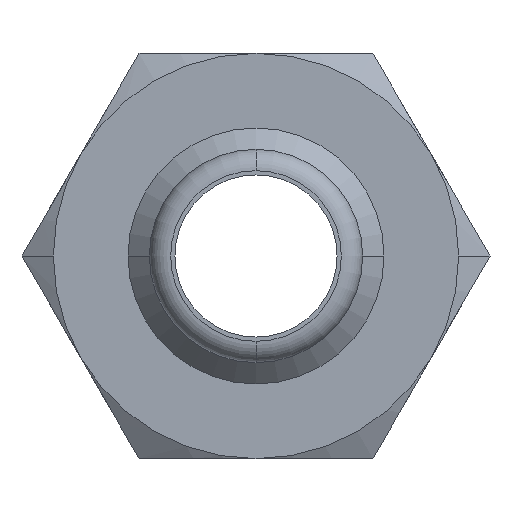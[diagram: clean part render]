
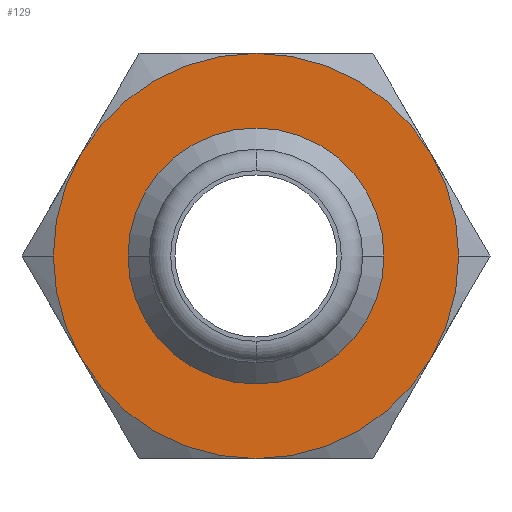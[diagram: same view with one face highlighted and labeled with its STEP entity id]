
A CAD part, front view. The second image highlights one B-rep face of the part: STEP entity #129.
In plain terms, the highlighted planar face has unit normal (0, -1, 0).
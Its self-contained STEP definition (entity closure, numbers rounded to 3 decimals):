
#129=ADVANCED_FACE('',(#317,#318),#319,.T.);
#317=FACE_OUTER_BOUND('',#15121,.T.);
#318=FACE_BOUND('',#15122,.T.);
#319=PLANE('',#15123);
#15121=EDGE_LOOP('',(#29984,#29985,#29986,#29987,#29988,#29989,#29990,#29991));
#15122=EDGE_LOOP('',(#29992,#29993));
#15123=AXIS2_PLACEMENT_3D('',#29994,#29995,#29996);
#29984=ORIENTED_EDGE('',*,*,#30516,.F.);
#29985=ORIENTED_EDGE('',*,*,#30571,.F.);
#29986=ORIENTED_EDGE('',*,*,#30572,.F.);
#29987=ORIENTED_EDGE('',*,*,#30573,.F.);
#29988=ORIENTED_EDGE('',*,*,#30574,.F.);
#29989=ORIENTED_EDGE('',*,*,#30575,.F.);
#29990=ORIENTED_EDGE('',*,*,#30576,.F.);
#29991=ORIENTED_EDGE('',*,*,#30577,.F.);
#29992=ORIENTED_EDGE('',*,*,#30578,.F.);
#29993=ORIENTED_EDGE('',*,*,#30579,.F.);
#29994=CARTESIAN_POINT('',(4.75,20.0,0.0));
#29995=DIRECTION('',(-0.0,-1.0,-0.0));
#29996=DIRECTION('',(-1.0,0.0,0.0));
#30516=EDGE_CURVE('',#30765,#30762,#30767,.T.);
#30571=EDGE_CURVE('',#30856,#30765,#30857,.T.);
#30572=EDGE_CURVE('',#30858,#30856,#30859,.T.);
#30573=EDGE_CURVE('',#30860,#30858,#30861,.T.);
#30574=EDGE_CURVE('',#30862,#30860,#30863,.T.);
#30575=EDGE_CURVE('',#30864,#30862,#30865,.T.);
#30576=EDGE_CURVE('',#30866,#30864,#30867,.T.);
#30577=EDGE_CURVE('',#30762,#30866,#30868,.T.);
#30578=EDGE_CURVE('',#30869,#30870,#30871,.T.);
#30579=EDGE_CURVE('',#30870,#30869,#30872,.T.);
#30762=VERTEX_POINT('',#31204);
#30765=VERTEX_POINT('',#31208);
#30767=CIRCLE('',#31221,9.5);
#30856=VERTEX_POINT('',#33629);
#30857=CIRCLE('',#33630,9.5);
#30858=VERTEX_POINT('',#33631);
#30859=CIRCLE('',#33632,9.5);
#30860=VERTEX_POINT('',#33633);
#30861=CIRCLE('',#33634,9.5);
#30862=VERTEX_POINT('',#33635);
#30863=CIRCLE('',#33636,9.5);
#30864=VERTEX_POINT('',#33637);
#30865=CIRCLE('',#33638,9.5);
#30866=VERTEX_POINT('',#33639);
#30867=CIRCLE('',#33640,9.5);
#30868=CIRCLE('',#33641,9.5);
#30869=VERTEX_POINT('',#33642);
#30870=VERTEX_POINT('',#33643);
#30871=CIRCLE('',#33644,6.0);
#30872=CIRCLE('',#33645,6.0);
#31204=CARTESIAN_POINT('',(9.5,20.0,0.));
#31208=CARTESIAN_POINT('',(8.227,20.0,4.75));
#31221=AXIS2_PLACEMENT_3D('',#34284,#34285,#34286);
#33629=CARTESIAN_POINT('',(0.,20.0,9.5));
#33630=AXIS2_PLACEMENT_3D('',#34353,#34354,#34355);
#33631=CARTESIAN_POINT('',(-8.227,20.0,4.75));
#33632=AXIS2_PLACEMENT_3D('',#34356,#34357,#34358);
#33633=CARTESIAN_POINT('',(-9.5,20.0,0.));
#33634=AXIS2_PLACEMENT_3D('',#34359,#34360,#34361);
#33635=CARTESIAN_POINT('',(-8.227,20.0,-4.75));
#33636=AXIS2_PLACEMENT_3D('',#34362,#34363,#34364);
#33637=CARTESIAN_POINT('',(0.0,20.0,-9.5));
#33638=AXIS2_PLACEMENT_3D('',#34365,#34366,#34367);
#33639=CARTESIAN_POINT('',(8.227,20.0,-4.75));
#33640=AXIS2_PLACEMENT_3D('',#34368,#34369,#34370);
#33641=AXIS2_PLACEMENT_3D('',#34371,#34372,#34373);
#33642=CARTESIAN_POINT('',(-6.0,20.0,0.));
#33643=CARTESIAN_POINT('',(6.0,20.0,0.));
#33644=AXIS2_PLACEMENT_3D('',#34374,#34375,#34376);
#33645=AXIS2_PLACEMENT_3D('',#34377,#34378,#34379);
#34284=CARTESIAN_POINT('',(0.0,20.0,0.0));
#34285=DIRECTION('',(-0.0,1.0,0.0));
#34286=DIRECTION('',(1.0,0.0,0.0));
#34353=CARTESIAN_POINT('',(0.0,20.0,0.0));
#34354=DIRECTION('',(-0.0,1.0,0.0));
#34355=DIRECTION('',(1.0,0.0,0.0));
#34356=CARTESIAN_POINT('',(0.0,20.0,0.0));
#34357=DIRECTION('',(-0.0,1.0,0.0));
#34358=DIRECTION('',(1.0,0.0,0.0));
#34359=CARTESIAN_POINT('',(0.0,20.0,0.0));
#34360=DIRECTION('',(-0.0,1.0,0.0));
#34361=DIRECTION('',(1.0,0.0,0.0));
#34362=CARTESIAN_POINT('',(0.0,20.0,0.0));
#34363=DIRECTION('',(-0.0,1.0,0.0));
#34364=DIRECTION('',(1.0,0.0,0.0));
#34365=CARTESIAN_POINT('',(0.0,20.0,0.0));
#34366=DIRECTION('',(-0.0,1.0,0.0));
#34367=DIRECTION('',(1.0,0.0,0.0));
#34368=CARTESIAN_POINT('',(0.0,20.0,0.0));
#34369=DIRECTION('',(-0.0,1.0,0.0));
#34370=DIRECTION('',(1.0,0.0,0.0));
#34371=CARTESIAN_POINT('',(0.0,20.0,0.0));
#34372=DIRECTION('',(-0.0,1.0,0.0));
#34373=DIRECTION('',(1.0,0.0,0.0));
#34374=CARTESIAN_POINT('',(0.0,20.0,0.0));
#34375=DIRECTION('',(0.0,-1.0,0.0));
#34376=DIRECTION('',(1.0,0.0,0.0));
#34377=CARTESIAN_POINT('',(0.0,20.0,0.0));
#34378=DIRECTION('',(0.0,-1.0,0.0));
#34379=DIRECTION('',(1.0,0.0,0.0));
